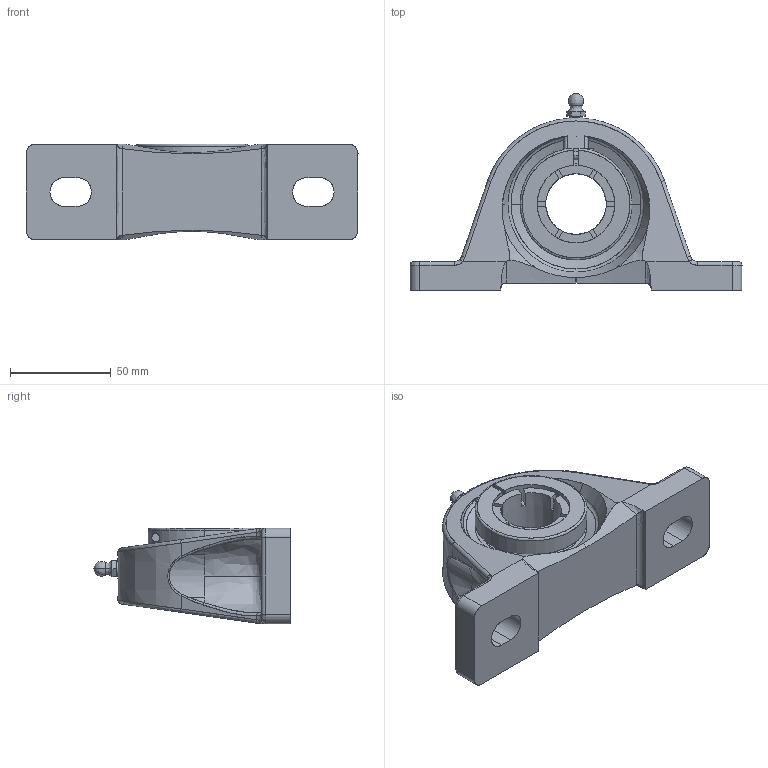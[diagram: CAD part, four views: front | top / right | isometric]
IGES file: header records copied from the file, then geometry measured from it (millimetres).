
Start section: SolidWorks IGES file using analytic representation for surfaces
Global section: file name: NPDEFAU09081533508495.igs; native system: SolidWorks 2016; preprocessor: SolidWorks 2016; author: partstream; date: 160908.153354; units: inch
Bounding box: 165.1 x 97.84 x 47.62 mm (x, y, z)
Surface area: 46556.4 mm2 (no closed solid volume)
Topology: 0 solids, 0 shells, 237 faces, 3443 edges, 3441 vertices
Faces by surface type: bspline 158, revolution 79
